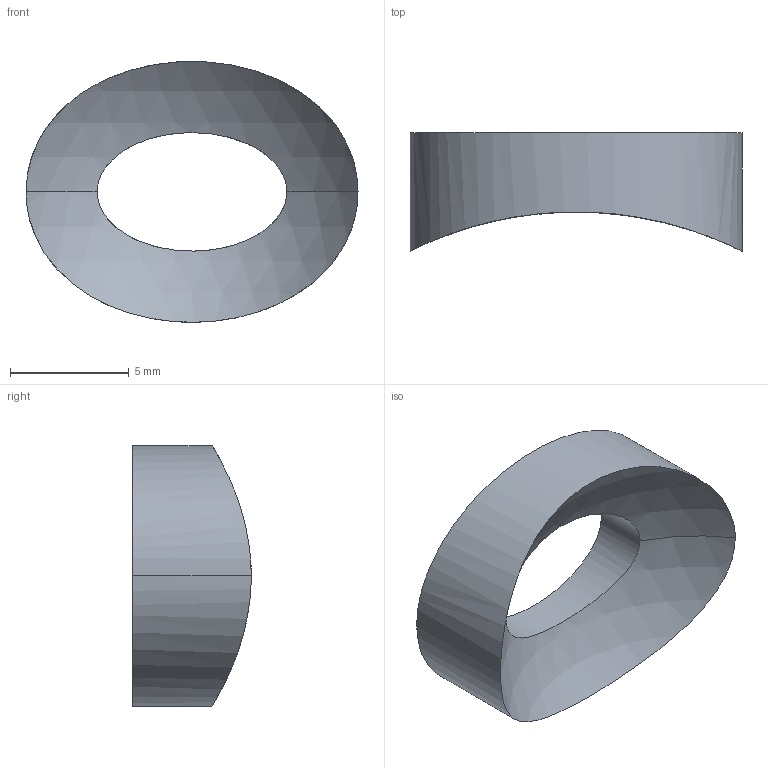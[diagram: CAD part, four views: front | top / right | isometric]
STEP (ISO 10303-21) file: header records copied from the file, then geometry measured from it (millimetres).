
FILE_DESCRIPTION (( 'STEP AP214' ), '1' );
FILE_NAME ('chamber_implant2_8pnt5mm.STEP', '2022-12-09T17:17:34', ( '' ), ( '' ), 'SwSTEP 2.0', 'SolidWorks 2019', '' );
FILE_SCHEMA (( 'AUTOMOTIVE_DESIGN' ));
Length unit declared in the file: millimetre
Products named in the file (1): chamber_implant2_8pnt5mm
Bounding box: 14 x 5 x 10.99 mm (x, y, z)
Volume: 263 mm3; surface area: 431.5 mm2
Topology: 1 solids, 1 shells, 55 faces, 139 edges, 88 vertices
Faces by surface type: bspline 33, plane 12, cylinder 4, cone 4, sphere 2
Entity records: 3357 total; most frequent: CARTESIAN_POINT 2242, ORIENTED_EDGE 270, EDGE_CURVE 135, DIRECTION 125, VERTEX_POINT 88, B_SPLINE_CURVE_WITH_KNOTS 64, EDGE_LOOP 63, LINE 59
